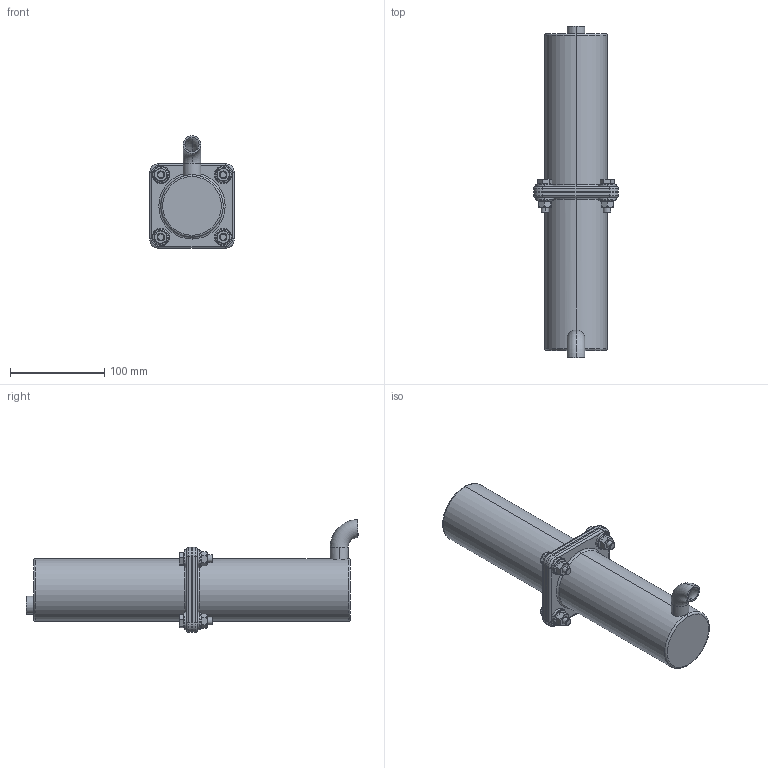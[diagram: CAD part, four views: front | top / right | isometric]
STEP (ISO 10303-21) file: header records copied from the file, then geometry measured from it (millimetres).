
FILE_DESCRIPTION (( 'STEP AP214' ), '1' );
FILE_NAME ('Boiler SubAssy.STEP', '2020-03-31T23:55:38', ( '' ), ( '' ), 'SwSTEP 2.0', 'SolidWorks 2017', '' );
FILE_SCHEMA (( 'AUTOMOTIVE_DESIGN' ));
Length unit declared in the file: millimetre
Products named in the file (7): hex flange nut_am_B18.2.2.4M - Hex flange nut, M8 x 1.25 --N; Boiler Bottom; flat washer narrow_am_B18.22M - Plain washer, 8 mm, narrow; Boiler Top; Seal; formed hex screw_am_B18.2.3.2M - Formed hex screw, M8 x 1.25 x 30 --30WN; Boiler SubAssy
Assembly tree (19 placements, depth 2):
  Boiler SubAssy
    Boiler Bottom
    Boiler Top
    Seal
    hex flange nut_am_B18.2.2.4M - Hex flange nut, M8 x 1.25 --N  x4
    flat washer narrow_am_B18.22M - Plain washer, 8 mm, narrow  x8
    formed hex screw_am_B18.2.3.2M - Formed hex screw, M8 x 1.25 x 30 --30WN  x4
Bounding box: 90 x 351.59 x 119.5 mm (x, y, z)
Volume: 219199.7 mm3; surface area: 194824.1 mm2
Topology: 19 solids, 19 shells, 410 faces, 904 edges, 544 vertices
Faces by surface type: plane 136, cylinder 134, cone 80, torus 36, bspline 24
Entity records: 6093 total; most frequent: CARTESIAN_POINT 1441, DIRECTION 994, ORIENTED_EDGE 848, EDGE_CURVE 424, AXIS2_PLACEMENT_3D 424, VERTEX_POINT 260, CIRCLE 226, EDGE_LOOP 222
